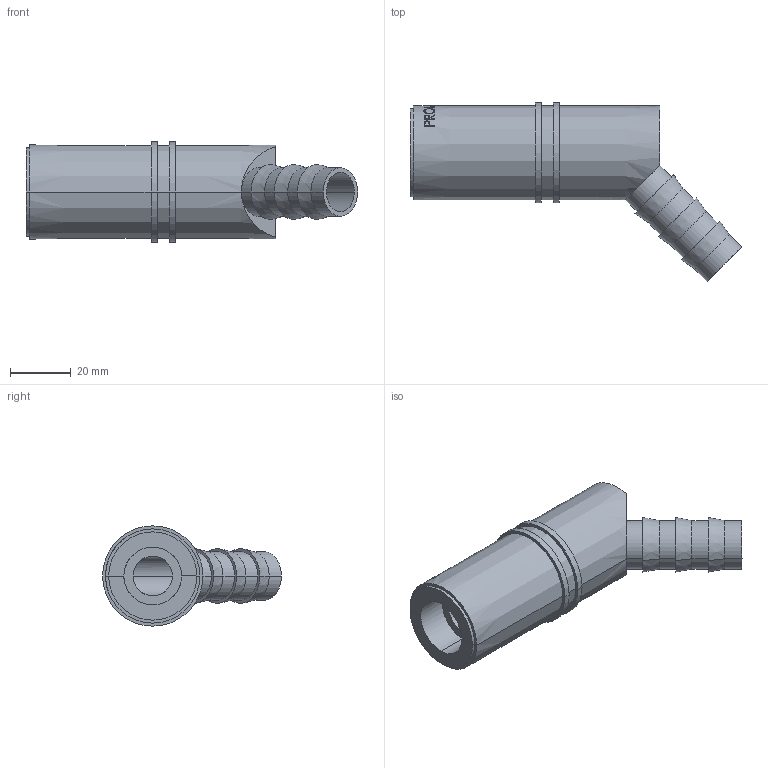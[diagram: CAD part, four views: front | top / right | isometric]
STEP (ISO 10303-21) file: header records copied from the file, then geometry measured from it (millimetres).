
FILE_DESCRIPTION (( 'STEP AP203' ), '1' );
FILE_NAME ('8a59.STEP', '2026-02-20T13:26:16', ( '' ), ( '' ), 'SwSTEP 2.0', 'SolidWorks 2019', '' );
FILE_SCHEMA (( 'CONFIG_CONTROL_DESIGN' ));
Length unit declared in the file: millimetre
Products named in the file (1): 8a59
Bounding box: 108.9 x 58.8 x 33 mm (x, y, z)
Volume: 51709.7 mm3; surface area: 17612.9 mm2
Topology: 3 solids, 3 shells, 134 faces, 337 edges, 218 vertices
Faces by surface type: bspline 71, cone 30, cylinder 22, plane 11
Entity records: 8230 total; most frequent: CARTESIAN_POINT 5599, ORIENTED_EDGE 670, EDGE_CURVE 335, DIRECTION 269, B_SPLINE_CURVE_WITH_KNOTS 238, VERTEX_POINT 218, EDGE_LOOP 151, ADVANCED_FACE 134
